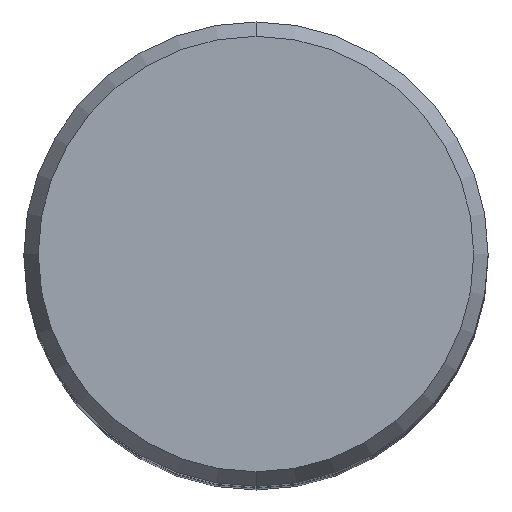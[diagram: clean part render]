
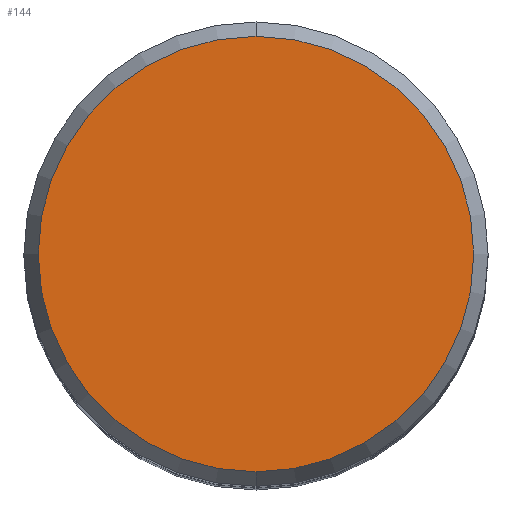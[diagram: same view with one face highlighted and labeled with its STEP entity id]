
A CAD part, top view. The second image highlights one B-rep face of the part: STEP entity #144.
In plain terms, the highlighted planar face has unit normal (0, 0, 1).
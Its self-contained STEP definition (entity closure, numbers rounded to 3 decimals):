
#112=EDGE_CURVE('',#188,#206,#254,.T.);
#142=EDGE_CURVE('',#206,#188,#287,.T.);
#144=ADVANCED_FACE('',(#289),#290,.T.);
#188=VERTEX_POINT('',#338);
#206=VERTEX_POINT('',#359);
#254=CIRCLE('',#404,10.425);
#287=CIRCLE('',#452,10.425);
#289=FACE_OUTER_BOUND('',#454,.T.);
#290=PLANE('',#455);
#338=CARTESIAN_POINT('',(0.0,10.425,0.01));
#359=CARTESIAN_POINT('',(0.,-10.425,0.01));
#404=AXIS2_PLACEMENT_3D('',#576,#577,#578);
#452=AXIS2_PLACEMENT_3D('',#620,#621,#622);
#454=EDGE_LOOP('',(#624,#625));
#455=AXIS2_PLACEMENT_3D('',#626,#627,#628);
#576=CARTESIAN_POINT('',(0.0,0.0,0.01));
#577=DIRECTION('',(0.0,0.0,-1.0));
#578=DIRECTION('',(0.0,1.0,0.0));
#620=CARTESIAN_POINT('',(0.0,0.0,0.01));
#621=DIRECTION('',(0.0,0.0,-1.0));
#622=DIRECTION('',(0.0,1.0,0.0));
#624=ORIENTED_EDGE('',*,*,#112,.F.);
#625=ORIENTED_EDGE('',*,*,#142,.F.);
#626=CARTESIAN_POINT('',(0.0,5.212,0.01));
#627=DIRECTION('',(-0.0,0.0,1.0));
#628=DIRECTION('',(0.0,-1.0,0.0));
